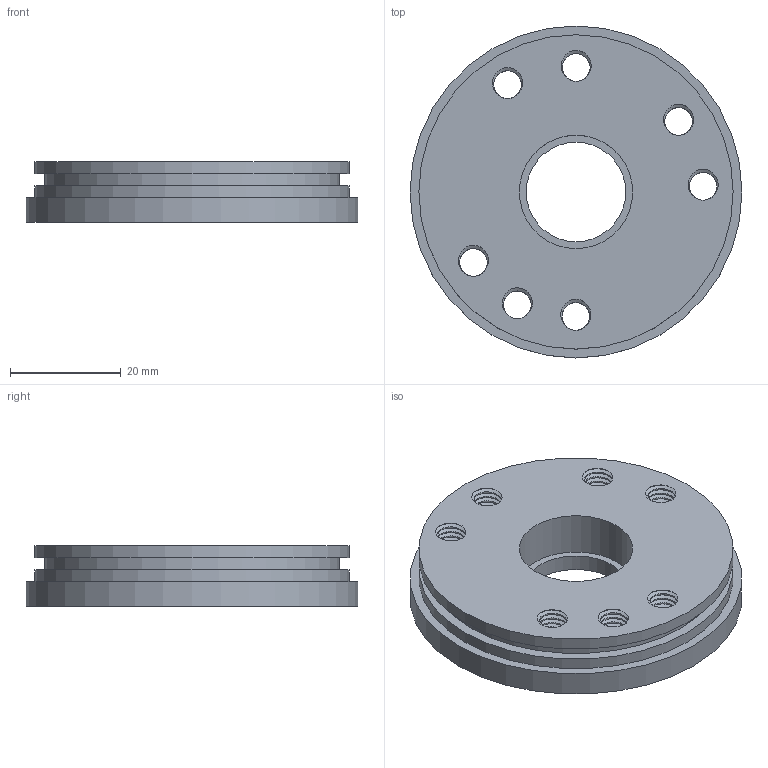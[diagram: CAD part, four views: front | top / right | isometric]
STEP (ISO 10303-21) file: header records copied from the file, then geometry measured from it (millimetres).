
FILE_DESCRIPTION(/* description */ (''),/* implementation_level */ '2;1');
FILE_NAME(/* name */ 'd181.step',/* time_stamp */ '2020-05-21T11:14:22+02:00',/* author */ (''),/* organization */ (''),/* preprocessor_version */ 'ST-DEVELOPER v18.1',/* originating_system */ 'Autodesk Translation Framework v9.3.0.1241',/* authorisation */ '');
FILE_SCHEMA (('AUTOMOTIVE_DESIGN { 1 0 10303 214 3 1 1 }'));
Length unit declared in the file: millimetre
Products named in the file (1): entre silencieux d18
Bounding box: 60 x 60 x 11 mm (x, y, z)
Volume: 23280 mm3; surface area: 10297.5 mm2
Topology: 1 solids, 1 shells, 194 faces, 564 edges, 376 vertices
Faces by surface type: cylinder 174, bspline 14, plane 6
Full cylindrical faces by diameter (mm): 5.035 x42, 6.147 x14, 18 x1, 20.5 x1, 53.218 x1, 56.8 x2, 60 x1
Entity records: 17020 total; most frequent: CARTESIAN_POINT 12545, ORIENTED_EDGE 1128, DIRECTION 602, EDGE_CURVE 564, VERTEX_POINT 376, B_SPLINE_CURVE_WITH_KNOTS 364, AXIS2_PLACEMENT_3D 221, EDGE_LOOP 214
